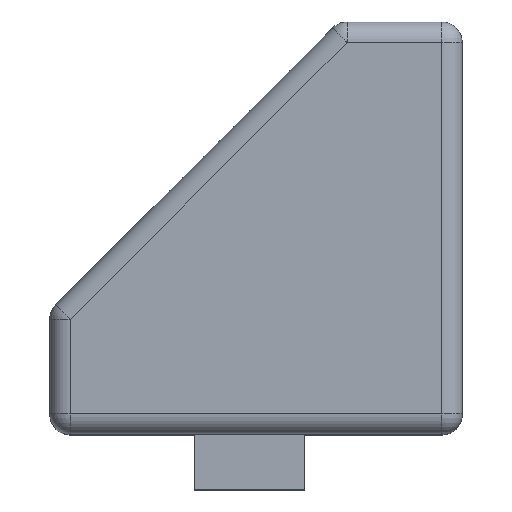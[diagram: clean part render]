
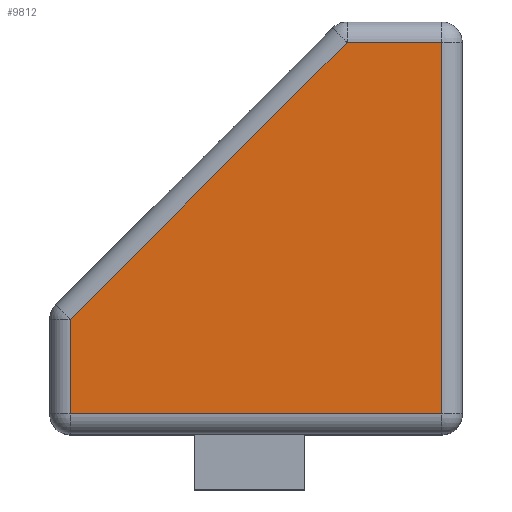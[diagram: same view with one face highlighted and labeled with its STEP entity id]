
A CAD part, top view. The second image highlights one B-rep face of the part: STEP entity #9812.
In plain terms, the highlighted planar face has unit normal (0, 0, 1).
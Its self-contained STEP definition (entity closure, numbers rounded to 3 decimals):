
#648=PLANE('',#10708);
#1494=LINE('',#15621,#2597);
#1525=LINE('',#15726,#2628);
#1610=LINE('',#15970,#2713);
#1611=LINE('',#15972,#2714);
#1612=LINE('',#15974,#2715);
#2597=VECTOR('',#12887,1000.);
#2628=VECTOR('',#12958,1000.);
#2713=VECTOR('',#13133,1000.);
#2714=VECTOR('',#13134,1000.);
#2715=VECTOR('',#13135,1000.);
#4857=ORIENTED_EDGE('',*,*,#6623,.T.);
#4858=ORIENTED_EDGE('',*,*,#6745,.F.);
#4859=ORIENTED_EDGE('',*,*,#6746,.F.);
#4860=ORIENTED_EDGE('',*,*,#6747,.F.);
#4861=ORIENTED_EDGE('',*,*,#6578,.T.);
#6578=EDGE_CURVE('',#7485,#7486,#1494,.F.);
#6623=EDGE_CURVE('',#7486,#7520,#1525,.T.);
#6745=EDGE_CURVE('',#7635,#7520,#1610,.T.);
#6746=EDGE_CURVE('',#7636,#7635,#1611,.T.);
#6747=EDGE_CURVE('',#7485,#7636,#1612,.T.);
#7485=VERTEX_POINT('',#15609);
#7486=VERTEX_POINT('',#15620);
#7520=VERTEX_POINT('',#15725);
#7635=VERTEX_POINT('',#15971);
#7636=VERTEX_POINT('',#15973);
#8414=EDGE_LOOP('',(#4857,#4858,#4859,#4860,#4861));
#9087=FACE_BOUND('',#8414,.T.);
#9812=ADVANCED_FACE('',(#9087),#648,.T.);
#10708=AXIS2_PLACEMENT_3D('',#15969,#13131,#13132);
#12887=DIRECTION('',(0.707,0.707,0.));
#12958=DIRECTION('',(0.,-1.,0.));
#13131=DIRECTION('',(0.,0.,1.));
#13132=DIRECTION('',(1.,0.,0.));
#13133=DIRECTION('',(-1.,0.,0.));
#13134=DIRECTION('',(0.,-1.,0.));
#13135=DIRECTION('',(1.,0.,0.));
#15609=CARTESIAN_POINT('',(21.621,28.5,15.));
#15620=CARTESIAN_POINT('',(1.5,8.379,15.));
#15621=CARTESIAN_POINT('',(-2.688,4.191,15.));
#15725=CARTESIAN_POINT('',(1.5,1.5,15.));
#15726=CARTESIAN_POINT('',(1.5,28.5,15.));
#15969=CARTESIAN_POINT('',(0.,0.,15.));
#15970=CARTESIAN_POINT('',(28.5,1.5,15.));
#15971=CARTESIAN_POINT('',(28.5,1.5,15.));
#15972=CARTESIAN_POINT('',(28.5,28.5,15.));
#15973=CARTESIAN_POINT('',(28.5,28.5,15.));
#15974=CARTESIAN_POINT('',(20.,28.5,15.));
